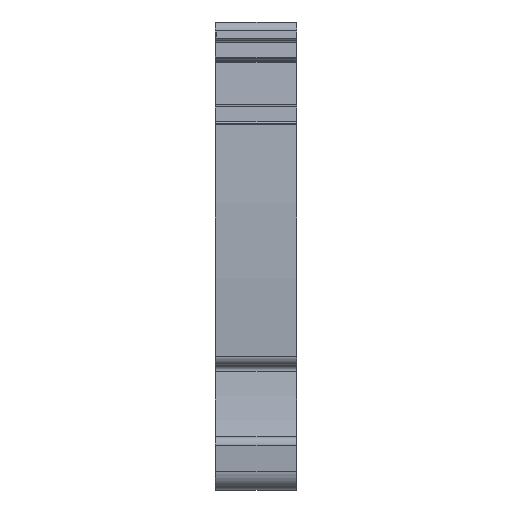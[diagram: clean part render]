
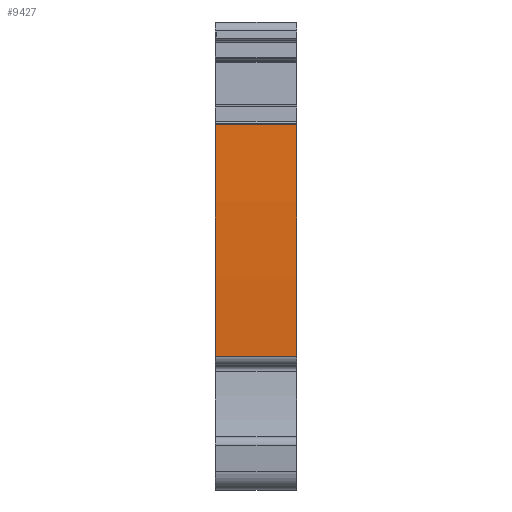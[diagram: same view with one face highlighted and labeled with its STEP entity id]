
A CAD part, front view. The second image highlights one B-rep face of the part: STEP entity #9427.
In plain terms, the highlighted cylindrical face has radius 180 mm (diameter 360 mm), a partial arc.
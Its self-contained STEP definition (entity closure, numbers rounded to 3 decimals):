
#8153=AXIS2_PLACEMENT_3D('Cylinder Axis2P3D',#8150,#8151,#8152) ;
#9413=AXIS2_PLACEMENT_3D('Circle Axis2P3D',#9411,#9412,$) ;
#9418=AXIS2_PLACEMENT_3D('Circle Axis2P3D',#9416,#9417,$) ;
#8150=CARTESIAN_POINT('Axis2P3D Location',(4.05,181.129,25.25)) ;
#9375=CARTESIAN_POINT('Line Origine',(4.05,1.481,36.509)) ;
#9379=CARTESIAN_POINT('Vertex',(0.,1.481,36.509)) ;
#9381=CARTESIAN_POINT('Vertex',(8.1,1.481,36.509)) ;
#9402=CARTESIAN_POINT('Line Origine',(4.05,1.52,13.384)) ;
#9406=CARTESIAN_POINT('Vertex',(0.,1.52,13.384)) ;
#9408=CARTESIAN_POINT('Vertex',(8.1,1.52,13.384)) ;
#9411=CARTESIAN_POINT('Axis2P3D Location',(8.1,181.129,25.25)) ;
#9416=CARTESIAN_POINT('Axis2P3D Location',(0.,181.129,25.25)) ;
#8151=DIRECTION('Axis2P3D Direction',(1.,0.,0.)) ;
#8152=DIRECTION('Axis2P3D XDirection',(0.,-0.993,0.115)) ;
#9376=DIRECTION('Vector Direction',(1.,0.,0.)) ;
#9403=DIRECTION('Vector Direction',(1.,0.,0.)) ;
#9412=DIRECTION('Axis2P3D Direction',(1.,0.,0.)) ;
#9417=DIRECTION('Axis2P3D Direction',(1.,0.,0.)) ;
#9377=VECTOR('Line Direction',#9376,1.) ;
#9404=VECTOR('Line Direction',#9403,1.) ;
#9422=ORIENTED_EDGE('',*,*,#9410,.T.) ;
#9423=ORIENTED_EDGE('',*,*,#9415,.F.) ;
#9424=ORIENTED_EDGE('',*,*,#9383,.F.) ;
#9425=ORIENTED_EDGE('',*,*,#9420,.F.) ;
#9427=ADVANCED_FACE('MLD',(#9426),#8154,.T.) ;
#9414=CIRCLE('generated circle',#9413,180.) ;
#9419=CIRCLE('generated circle',#9418,180.) ;
#8154=CYLINDRICAL_SURFACE('generated cylinder',#8153,180.) ;
#9383=EDGE_CURVE('',#9380,#9382,#9378,.T.) ;
#9410=EDGE_CURVE('',#9407,#9409,#9405,.T.) ;
#9415=EDGE_CURVE('',#9382,#9409,#9414,.T.) ;
#9420=EDGE_CURVE('',#9407,#9380,#9419,.F.) ;
#9421=EDGE_LOOP('',(#9422,#9423,#9424,#9425)) ;
#9426=FACE_OUTER_BOUND('',#9421,.T.) ;
#9378=LINE('Line',#9375,#9377) ;
#9405=LINE('Line',#9402,#9404) ;
#9380=VERTEX_POINT('',#9379) ;
#9382=VERTEX_POINT('',#9381) ;
#9407=VERTEX_POINT('',#9406) ;
#9409=VERTEX_POINT('',#9408) ;
